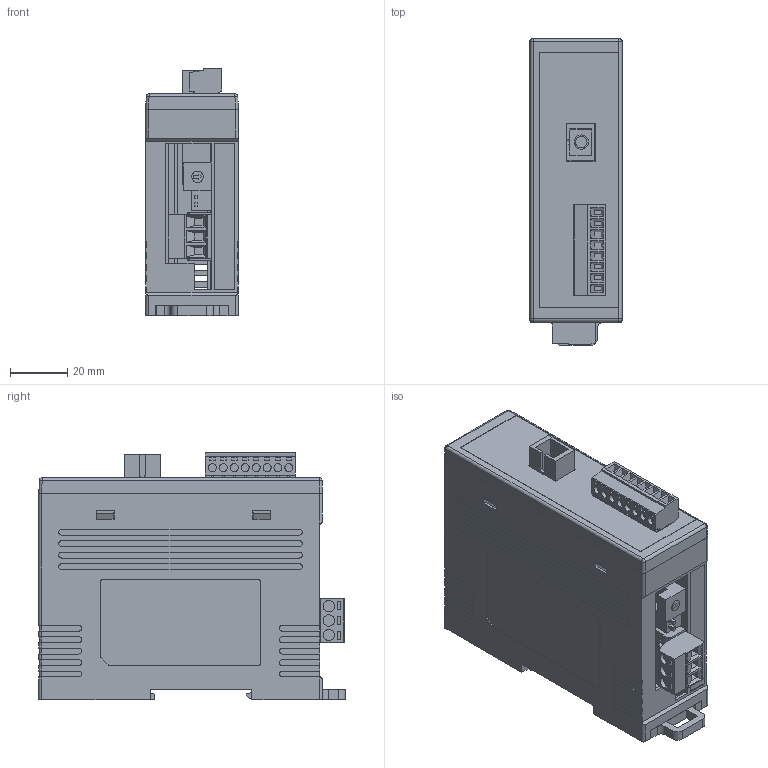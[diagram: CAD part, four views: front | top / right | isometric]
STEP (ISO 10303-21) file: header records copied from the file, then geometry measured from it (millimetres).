
FILE_DESCRIPTION (( 'STEP AP203' ), '1' );
FILE_NAME ('I-2542.STEP', '2025-05-06T07:36:39', ( 'AUTOCAD' ), ( '' ), 'SwSTEP 2.0', 'SolidWorks 2020', '' );
FILE_SCHEMA (( 'CONFIG_CONTROL_DESIGN' ));
Length unit declared in the file: millimetre
Products named in the file (14): I-2542; LED-UP-2P; SW_7X7-2; I-2542 PCB; MC320-38108; ME030-38008; 2000主體開孔; 指針; LED-UP-3P; FR-200-part1; MC100-50803; PC; I-2542面板; DC-PowerPin(5.08)-3pin
Assembly tree (13 placements, depth 2):
  I-2542
    LED-UP-2P
    LED-UP-3P
    MC100-50803
    FR-200-part1
    2000主體開孔
    I-2542面板
    DC-PowerPin(5.08)-3pin
    I-2542 PCB
    ME030-38008
    SW_7X7-2
    指針
    PC
    MC320-38108
Bounding box: 32.5 x 107 x 86.45 mm (x, y, z)
Volume: 77126 mm3; surface area: 82961.7 mm2
Topology: 14 solids, 14 shells, 1644 faces, 4390 edges, 2844 vertices
Faces by surface type: plane 1382, cylinder 224, sphere 32, cone 6
Entity records: 51564 total; most frequent: CARTESIAN_POINT 8931, ORIENTED_EDGE 8688, DIRECTION 8094, EDGE_CURVE 4344, LINE 3850, VECTOR 3850, VERTEX_POINT 2831, AXIS2_PLACEMENT_3D 2122
